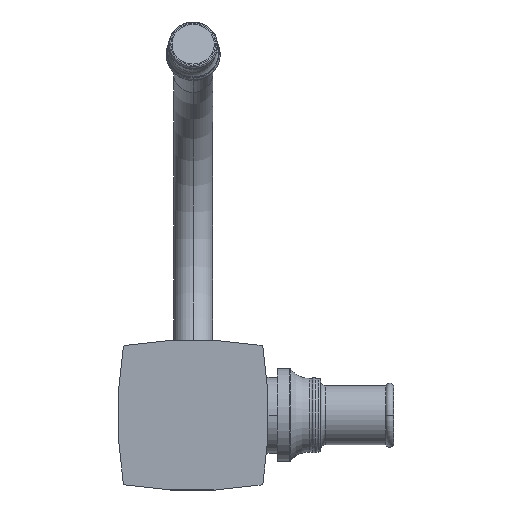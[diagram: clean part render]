
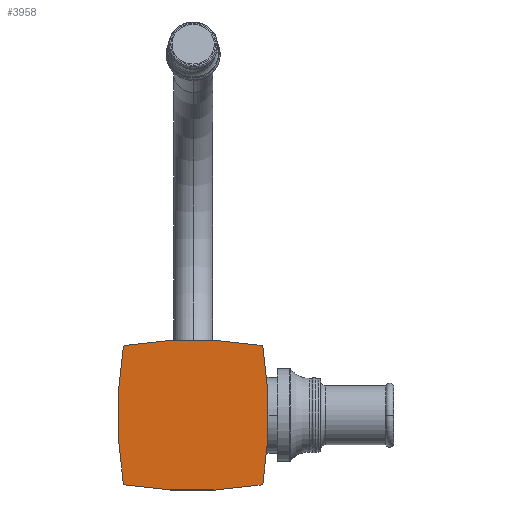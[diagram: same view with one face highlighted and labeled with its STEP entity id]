
A CAD part, front view. The second image highlights one B-rep face of the part: STEP entity #3958.
In plain terms, the highlighted planar face has unit normal (0, -1, 0).
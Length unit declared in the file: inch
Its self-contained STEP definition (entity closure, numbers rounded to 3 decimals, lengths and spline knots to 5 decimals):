
#2=CARTESIAN_POINT('',(0.86314,-0.0335,0.86314));
#3=DIRECTION('',(0.,-1.,0.));
#4=DIRECTION('',(0.986,0.,0.165));
#5=AXIS2_PLACEMENT_3D('',#2,#3,#4);
#7=CARTESIAN_POINT('',(-4.285,-0.0335,0.));
#8=DIRECTION('',(0.,1.,0.));
#9=DIRECTION('',(0.986,0.,0.165));
#10=AXIS2_PLACEMENT_3D('',#7,#8,#9);
#12=CARTESIAN_POINT('',(0.86314,-0.0335,-0.86314));
#13=DIRECTION('',(0.,-1.,0.));
#14=DIRECTION('',(0.165,0.,-0.986));
#15=AXIS2_PLACEMENT_3D('',#12,#13,#14);
#17=CARTESIAN_POINT('',(0.,-0.0335,4.285));
#18=DIRECTION('',(0.,1.,0.));
#19=DIRECTION('',(0.165,0.,-0.986));
#20=AXIS2_PLACEMENT_3D('',#17,#18,#19);
#22=CARTESIAN_POINT('',(-0.86314,-0.0335,-0.86314));
#23=DIRECTION('',(0.,-1.,0.));
#24=DIRECTION('',(-0.986,0.,-0.165));
#25=AXIS2_PLACEMENT_3D('',#22,#23,#24);
#27=CARTESIAN_POINT('',(4.285,-0.0335,0.));
#28=DIRECTION('',(0.,1.,0.));
#29=DIRECTION('',(-0.986,0.,-0.165));
#30=AXIS2_PLACEMENT_3D('',#27,#28,#29);
#32=CARTESIAN_POINT('',(-0.86314,-0.0335,0.86314));
#33=DIRECTION('',(0.,-1.,0.));
#34=DIRECTION('',(-0.165,0.,0.986));
#35=AXIS2_PLACEMENT_3D('',#32,#33,#34);
#37=CARTESIAN_POINT('',(0.,-0.0335,-4.285));
#38=DIRECTION('',(0.,1.,0.));
#39=DIRECTION('',(-0.165,0.,0.986));
#40=AXIS2_PLACEMENT_3D('',#37,#38,#39);
#3479=CARTESIAN_POINT('',(0.89273,-0.0335,0.8681));
#3480=CARTESIAN_POINT('',(0.8681,-0.0335,0.89273));
#3481=VERTEX_POINT('',#3479);
#3482=VERTEX_POINT('',#3480);
#3483=CARTESIAN_POINT('',(0.8681,-0.0335,-0.89273));
#3484=CARTESIAN_POINT('',(0.89273,-0.0335,-0.8681));
#3485=VERTEX_POINT('',#3483);
#3486=VERTEX_POINT('',#3484);
#3487=CARTESIAN_POINT('',(-0.89273,-0.0335,-0.8681));
#3488=CARTESIAN_POINT('',(-0.8681,-0.0335,-0.89273));
#3489=VERTEX_POINT('',#3487);
#3490=VERTEX_POINT('',#3488);
#3491=CARTESIAN_POINT('',(-0.8681,-0.0335,0.89273));
#3492=CARTESIAN_POINT('',(-0.89273,-0.0335,0.8681));
#3493=VERTEX_POINT('',#3491);
#3494=VERTEX_POINT('',#3492);
#3935=CARTESIAN_POINT('',(0.,-0.0335,0.));
#3936=DIRECTION('',(0.,1.,0.));
#3937=DIRECTION('',(0.,0.,1.));
#3938=AXIS2_PLACEMENT_3D('',#3935,#3936,#3937);
#3939=PLANE('',#3938);
#3941=ORIENTED_EDGE('',*,*,#3940,.F.);
#3943=ORIENTED_EDGE('',*,*,#3942,.T.);
#3945=ORIENTED_EDGE('',*,*,#3944,.F.);
#3947=ORIENTED_EDGE('',*,*,#3946,.T.);
#3949=ORIENTED_EDGE('',*,*,#3948,.F.);
#3951=ORIENTED_EDGE('',*,*,#3950,.T.);
#3953=ORIENTED_EDGE('',*,*,#3952,.F.);
#3955=ORIENTED_EDGE('',*,*,#3954,.T.);
#3956=EDGE_LOOP('',(#3941,#3943,#3945,#3947,#3949,#3951,#3953,#3955));
#3957=FACE_OUTER_BOUND('',#3956,.F.);
#3958=ADVANCED_FACE('',(#3957),#3939,.F.);
#6=CIRCLE('',#5,0.03);
#11=CIRCLE('',#10,5.25);
#16=CIRCLE('',#15,0.03);
#21=CIRCLE('',#20,5.25);
#26=CIRCLE('',#25,0.03);
#31=CIRCLE('',#30,5.25);
#36=CIRCLE('',#35,0.03);
#41=CIRCLE('',#40,5.25);
#3940=EDGE_CURVE('',#3481,#3482,#6,.T.);
#3942=EDGE_CURVE('',#3481,#3486,#11,.T.);
#3944=EDGE_CURVE('',#3485,#3486,#16,.T.);
#3946=EDGE_CURVE('',#3485,#3490,#21,.T.);
#3948=EDGE_CURVE('',#3489,#3490,#26,.T.);
#3950=EDGE_CURVE('',#3489,#3494,#31,.T.);
#3952=EDGE_CURVE('',#3493,#3494,#36,.T.);
#3954=EDGE_CURVE('',#3493,#3482,#41,.T.);
